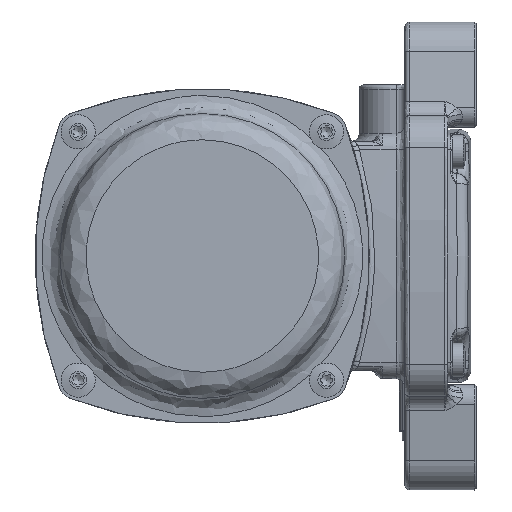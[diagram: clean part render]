
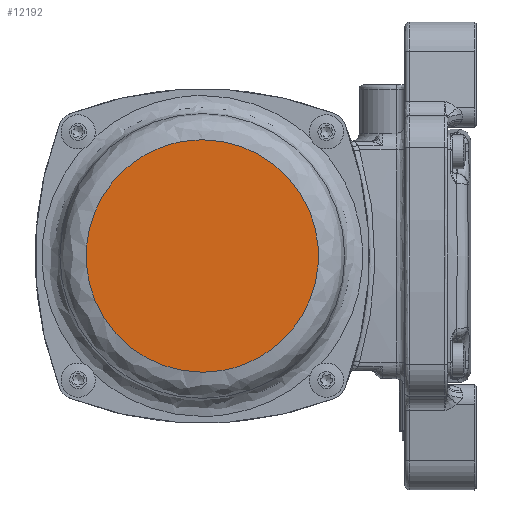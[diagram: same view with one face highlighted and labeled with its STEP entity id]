
A CAD part, left-side view. The second image highlights one B-rep face of the part: STEP entity #12192.
In plain terms, the highlighted planar face has unit normal (-1, 0, 0).
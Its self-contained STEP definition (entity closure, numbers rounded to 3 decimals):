
#478 = CARTESIAN_POINT ( 'NONE',  ( -120.5, 14.6, -40.7 ) ) ;
#11232 = DIRECTION ( 'NONE',  ( 0., 0., -1. ) ) ;
#12192 = ADVANCED_FACE ( 'NONE', ( #106445 ), #124954, .F. ) ;
#15871 = AXIS2_PLACEMENT_3D ( 'NONE', #38979, #85603, #11232 ) ;
#24563 = ORIENTED_EDGE ( 'NONE', *, *, #26847, .F. ) ;
#26847 = EDGE_CURVE ( 'NONE', #114378, #37150, #117822, .T. ) ;
#37150 = VERTEX_POINT ( 'NONE', #51956 ) ;
#38979 = CARTESIAN_POINT ( 'NONE',  ( -120.5, 96., -40.7 ) ) ;
#51956 = CARTESIAN_POINT ( 'NONE',  ( -120.5, 96., 40.7 ) ) ;
#58449 = CARTESIAN_POINT ( 'NONE',  ( -120.5, 177.4, -40.7 ) ) ;
#63145 = CARTESIAN_POINT ( 'NONE',  ( -120.5, 14.6, 40.7 ) ) ;
#72399 = CARTESIAN_POINT ( 'NONE',  ( -120.5, 96., -40.7 ) ) ;
#77076 = CARTESIAN_POINT ( 'NONE',  ( -120.5, 96., 40.7 ) ) ;
#80316 = EDGE_LOOP ( 'NONE', ( #104852, #24563 ) ) ;
#85603 = DIRECTION ( 'NONE',  ( 1., 0., 0. ) ) ;
#86551 = CARTESIAN_POINT ( 'NONE',  ( -120.5, 96., -40.7 ) ) ;
#102630 =( BOUNDED_CURVE ( )  B_SPLINE_CURVE ( 3, ( #107284, #63145, #478, #86551 ),
 .UNSPECIFIED., .F., .F. ) 
 B_SPLINE_CURVE_WITH_KNOTS ( ( 4, 4 ),
 ( 0., 1. ),
 .UNSPECIFIED. ) 
 CURVE ( )  GEOMETRIC_REPRESENTATION_ITEM ( )  RATIONAL_B_SPLINE_CURVE ( ( 1., 0.333, 0.333, 1. ) ) 
 REPRESENTATION_ITEM ( '' )  );
#104852 = ORIENTED_EDGE ( 'NONE', *, *, #121567, .F. ) ;
#106445 = FACE_OUTER_BOUND ( 'NONE', #80316, .T. ) ;
#107284 = CARTESIAN_POINT ( 'NONE',  ( -120.5, 96., 40.7 ) ) ;
#114378 = VERTEX_POINT ( 'NONE', #126408 ) ;
#117822 =( BOUNDED_CURVE ( )  B_SPLINE_CURVE ( 3, ( #72399, #58449, #139681, #77076 ),
 .UNSPECIFIED., .F., .F. ) 
 B_SPLINE_CURVE_WITH_KNOTS ( ( 4, 4 ),
 ( 0., 1. ),
 .UNSPECIFIED. ) 
 CURVE ( )  GEOMETRIC_REPRESENTATION_ITEM ( )  RATIONAL_B_SPLINE_CURVE ( ( 1., 0.333, 0.333, 1. ) ) 
 REPRESENTATION_ITEM ( '' )  );
#121567 = EDGE_CURVE ( 'NONE', #37150, #114378, #102630, .T. ) ;
#124954 = PLANE ( 'NONE',  #15871 ) ;
#126408 = CARTESIAN_POINT ( 'NONE',  ( -120.5, 96., -40.7 ) ) ;
#139681 = CARTESIAN_POINT ( 'NONE',  ( -120.5, 177.4, 40.7 ) ) ;
